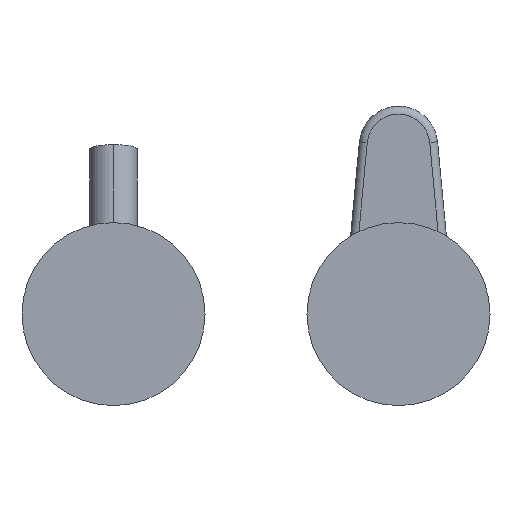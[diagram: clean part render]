
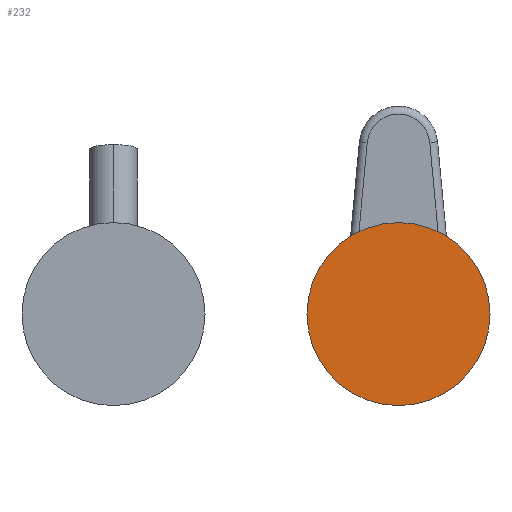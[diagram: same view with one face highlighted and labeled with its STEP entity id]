
A CAD part, front view. The second image highlights one B-rep face of the part: STEP entity #232.
In plain terms, the highlighted planar face has unit normal (0, -1, 0).
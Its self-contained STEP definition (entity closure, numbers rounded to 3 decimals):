
#42=CARTESIAN_POINT('',(109.,36.8,0.));
#43=DIRECTION('',(0.,1.,0.));
#44=DIRECTION('',(1.,0.,0.));
#45=AXIS2_PLACEMENT_3D('',#42,#43,#44);
#47=CARTESIAN_POINT('',(109.,36.8,0.));
#48=DIRECTION('',(0.,-1.,0.));
#49=DIRECTION('',(1.,0.,0.));
#50=AXIS2_PLACEMENT_3D('',#47,#48,#49);
#144=CARTESIAN_POINT('',(144.,36.8,0.));
#146=VERTEX_POINT('',#144);
#148=CARTESIAN_POINT('',(74.,36.8,0.));
#150=VERTEX_POINT('',#148);
#223=CARTESIAN_POINT('',(109.,36.8,0.));
#224=DIRECTION('',(0.,-1.,0.));
#225=DIRECTION('',(-1.,0.,0.));
#226=AXIS2_PLACEMENT_3D('',#223,#224,#225);
#227=PLANE('',#226);
#228=ORIENTED_EDGE('',*,*,#209,.F.);
#229=ORIENTED_EDGE('',*,*,#191,.T.);
#230=EDGE_LOOP('',(#228,#229));
#231=FACE_OUTER_BOUND('',#230,.F.);
#232=ADVANCED_FACE('',(#231),#227,.T.);
#46=CIRCLE('',#45,35.);
#51=CIRCLE('',#50,35.);
#191=EDGE_CURVE('',#146,#150,#46,.T.);
#209=EDGE_CURVE('',#146,#150,#51,.T.);
